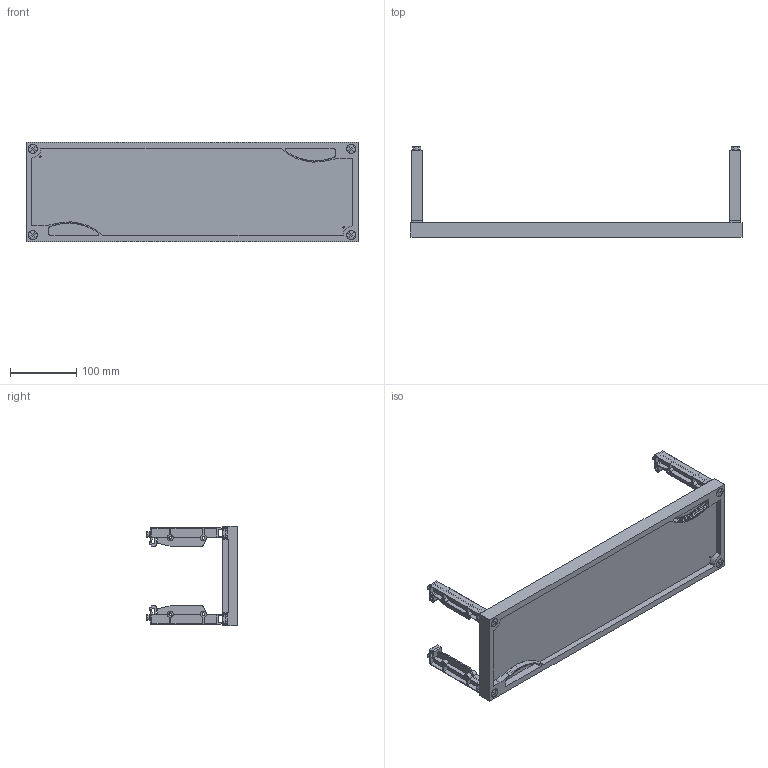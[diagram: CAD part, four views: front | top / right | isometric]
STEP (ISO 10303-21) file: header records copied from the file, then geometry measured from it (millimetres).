
FILE_DESCRIPTION(('STEP AP214'),'1');
FILE_NAME('cctmp_4EF8E80D-8A74-48D5-9C75-72FB35758A56_2021_1_25_9_43_29_571..stp','2021-01-25T08:43:30',('SIEMENS A&D'),('CADClick - www.CADClick.com'),'Spatial InterOp 3D',' ','unknown authorization');
FILE_SCHEMA(('AUTOMOTIVE_DESIGN'));
Length unit declared in the file: millimetre
Products named in the file (10): 8GK45011KK22
Assembly tree (9 placements, depth 2):
  (unnamed)
    8GK45011KK22
    8GK45011KK22
    8GK45011KK22
    8GK45011KK22
    8GK45011KK22
    8GK45011KK22
    8GK45011KK22
    8GK45011KK22
    8GK45011KK22
Bounding box: 500 x 137.23 x 150 mm (x, y, z)
Volume: 607721.9 mm3; surface area: 274375.1 mm2
Topology: 9 solids, 9 shells, 876 faces, 2368 edges, 1560 vertices
Faces by surface type: plane 598, cylinder 254, torus 16, cone 8
Entity records: 35531 total; most frequent: CARTESIAN_POINT 5606, DIRECTION 4736, ORIENTED_EDGE 4736, EDGE_CURVE 2368, LINE 1660, VECTOR 1660, VERTEX_POINT 1560, AXIS2_PLACEMENT_3D 1538
